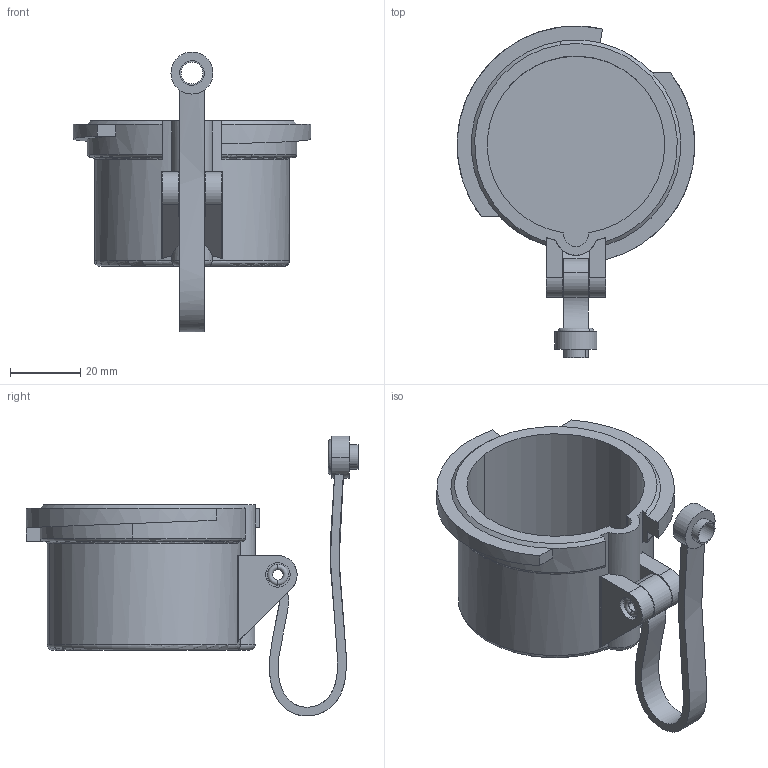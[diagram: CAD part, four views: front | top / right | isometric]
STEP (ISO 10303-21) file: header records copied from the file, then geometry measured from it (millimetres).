
FILE_DESCRIPTION (( 'STEP AP203' ), '1' );
FILE_NAME ('CC420A.step', '2022-08-17T19:23:55', ( '' ), ( '' ), 'SwSTEP 2.0', 'SolidWorks 2021', '' );
FILE_SCHEMA (( 'CONFIG_CONTROL_DESIGN' ));
Length unit declared in the file: inch
Products named in the file (1): CC420A
Bounding box: 67.89 x 94.84 x 79.98 mm (x, y, z)
Volume: 34092 mm3; surface area: 25425.9 mm2
Topology: 2 solids, 2 shells, 116 faces, 304 edges, 200 vertices
Faces by surface type: cylinder 52, plane 41, torus 19, bspline 2, cone 2
Entity records: 4535 total; most frequent: CARTESIAN_POINT 1499, DIRECTION 662, ORIENTED_EDGE 608, EDGE_CURVE 304, AXIS2_PLACEMENT_3D 270, VERTEX_POINT 200, CIRCLE 155, EDGE_LOOP 132
